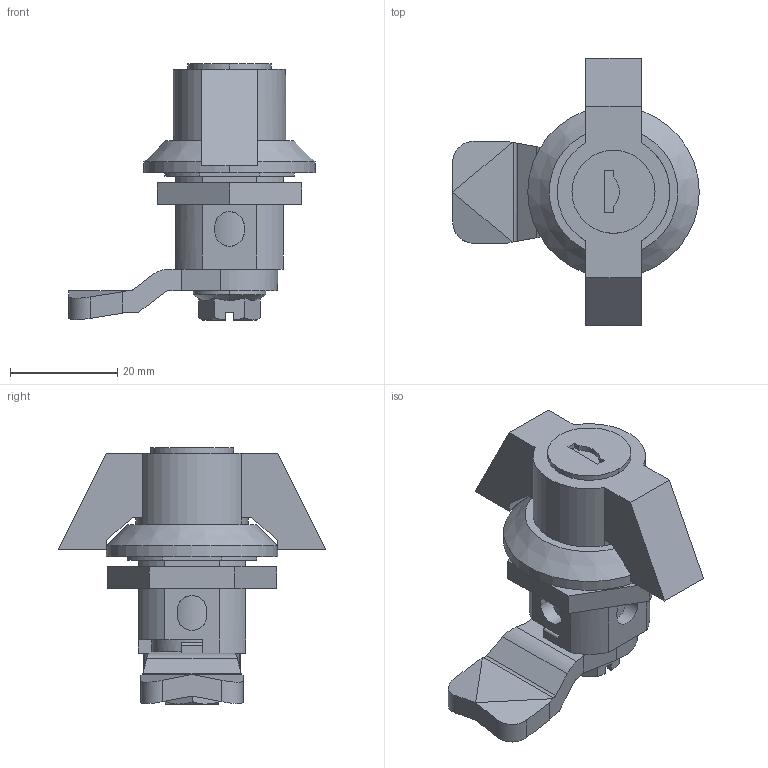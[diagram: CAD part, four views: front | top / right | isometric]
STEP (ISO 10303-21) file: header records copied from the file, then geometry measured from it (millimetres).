
FILE_DESCRIPTION((''),'2;1');
FILE_NAME('670193000001','2021-12-09T10:21:20',('SESA6369'),('Schneider-Electric'),'CREO PARAMETRIC BY PTC INC, 2019471','CREO PARAMETRIC BY PTC INC, 2019471','');
FILE_SCHEMA(('AP242_MANAGED_MODEL_BASED_3D_ENGINEERING_MIM_LF { 1 0 10303 442 1 1 4 }'));
Length unit declared in the file: millimetre
Products named in the file (1): 670193000001
Bounding box: 46 x 50 x 47.8 mm (x, y, z)
Volume: 22556.1 mm3; surface area: 8782.4 mm2
Topology: 1 solids, 4 shells, 183 faces, 499 edges, 325 vertices
Faces by surface type: plane 115, cylinder 56, cone 12
Entity records: 35019 total; most frequent: CARTESIAN_POINT 28095, DIRECTION 993, ORIENTED_EDGE 990, EDGE_CURVE 499, POLYLINE 462, VECTOR 343, LINE 343, AXIS2_PLACEMENT_3D 325
